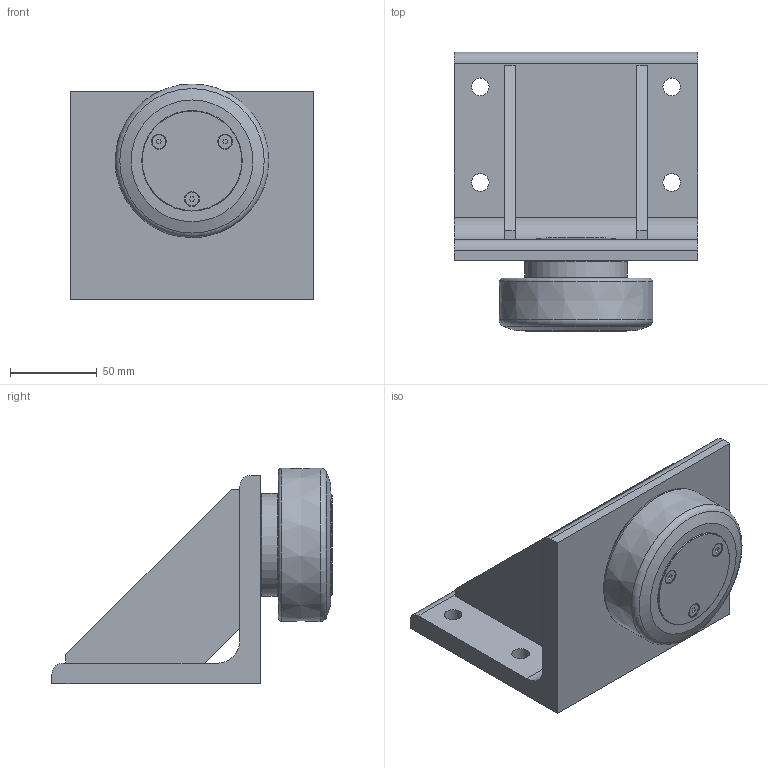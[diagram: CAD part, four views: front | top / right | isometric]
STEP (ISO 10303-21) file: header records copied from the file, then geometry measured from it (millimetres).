
FILE_DESCRIPTION(/* description */ ('-','CAx-IF Rec.Pracs.---Representation and Presentation of Product Manufacturing Information (PMI)---4.0---2014-10-13'),/* implementation_level */ '2;1');
FILE_NAME(/* name */ '79aee908-2bd2-4204-a7df-8bb99d897cb1.stp',/* time_stamp */ '2020-04-01T16:35:05+02:00',/* author */ ('-'),/* organization */ ('NTI CADcenter A/S'),/* preprocessor_version */ 'ST-DEVELOPER v18',/* originating_system */ 'Autodesk Inventor 2020',/* authorisation */ '-');
FILE_SCHEMA (('AP242_MANAGED_MODEL_BASED_3D_ENGINEERING_MIM_LF { 1 0 10303 442 1 1 4 }'));
Length unit declared in the file: millimetre
Products named in the file (1): TR 090.0400 BW1200_Kontur
Bounding box: 140 x 161 x 124.14 mm (x, y, z)
Volume: 655305.7 mm3; surface area: 110389.6 mm2
Topology: 1 solids, 1 shells, 81 faces, 205 edges, 141 vertices
Faces by surface type: plane 53, cylinder 17, cone 8, torus 2, bspline 1
Full cylindrical faces by diameter (mm): 4.917 x1, 7.8 x3, 8.6 x3, 10.106 x4, 55.3 x1, 57.8 x1, 59 x1
Entity records: 2562 total; most frequent: CARTESIAN_POINT 454, DIRECTION 439, ORIENTED_EDGE 410, EDGE_CURVE 205, AXIS2_PLACEMENT_3D 153, VERTEX_POINT 141, LINE 133, VECTOR 133
